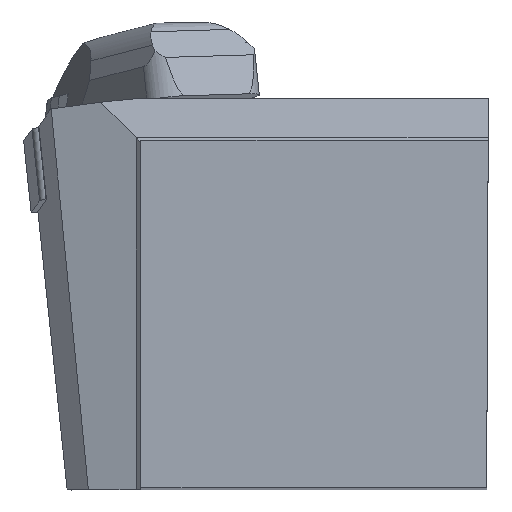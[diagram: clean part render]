
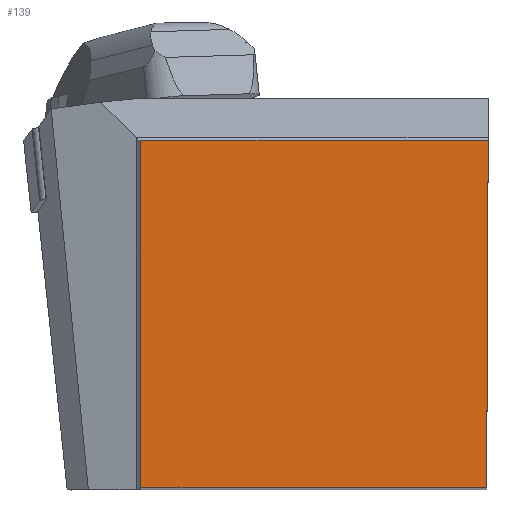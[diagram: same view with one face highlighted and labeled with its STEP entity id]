
A CAD part, top view. The second image highlights one B-rep face of the part: STEP entity #139.
In plain terms, the highlighted planar face has unit normal (0, 0, 1).
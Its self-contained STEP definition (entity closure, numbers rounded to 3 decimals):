
#139=ADVANCED_FACE('BLANK_BOXF006',(#249),#197,.F.);
#197=PLANE('',#1357);
#249=FACE_OUTER_BOUND('',#311,.T.);
#311=EDGE_LOOP('',(#466,#467,#468,#469));
#466=ORIENTED_EDGE('',*,*,#888,.F.);
#467=ORIENTED_EDGE('',*,*,#884,.F.);
#468=ORIENTED_EDGE('',*,*,#879,.F.);
#469=ORIENTED_EDGE('',*,*,#889,.F.);
#755=VERTEX_POINT('',#1947);
#756=VERTEX_POINT('',#1949);
#759=VERTEX_POINT('',#1958);
#762=VERTEX_POINT('',#1966);
#879=EDGE_CURVE('',#755,#756,#1039,.T.);
#884=EDGE_CURVE('',#756,#759,#1044,.T.);
#888=EDGE_CURVE('',#759,#762,#1048,.T.);
#889=EDGE_CURVE('',#762,#755,#1049,.T.);
#1039=LINE('',#1948,#1171);
#1044=LINE('',#1957,#1176);
#1048=LINE('',#1965,#1180);
#1049=LINE('',#1967,#1181);
#1171=VECTOR('',#1531,1.);
#1176=VECTOR('',#1538,1.);
#1180=VECTOR('',#1544,1.);
#1181=VECTOR('',#1545,1.);
#1357=AXIS2_PLACEMENT_3D('',#1968,#1546,#1547);
#1531=DIRECTION('',(-0.004,-1.,0.));
#1538=DIRECTION('',(-1.,0.,0.));
#1544=DIRECTION('',(0.,1.,0.));
#1545=DIRECTION('',(1.,0.,0.));
#1546=DIRECTION('',(0.,0.,-1.));
#1547=DIRECTION('',(-1.,0.,0.));
#1947=CARTESIAN_POINT('',(0.,37.973,0.));
#1948=CARTESIAN_POINT('',(0.552,164.398,0.));
#1949=CARTESIAN_POINT('',(-0.166,0.,0.));
#1957=CARTESIAN_POINT('',(164.4,0.,0.));
#1958=CARTESIAN_POINT('',(-37.973,0.,0.));
#1965=CARTESIAN_POINT('',(-37.973,-164.4,0.));
#1966=CARTESIAN_POINT('',(-37.973,37.973,0.));
#1967=CARTESIAN_POINT('',(-164.4,37.973,0.));
#1968=CARTESIAN_POINT('',(-62.8,-5.,0.));
